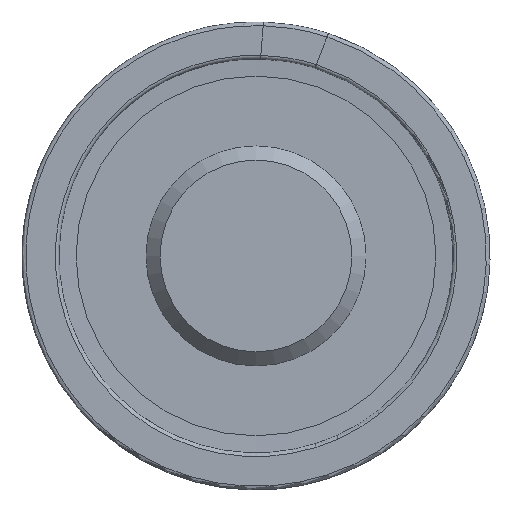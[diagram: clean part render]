
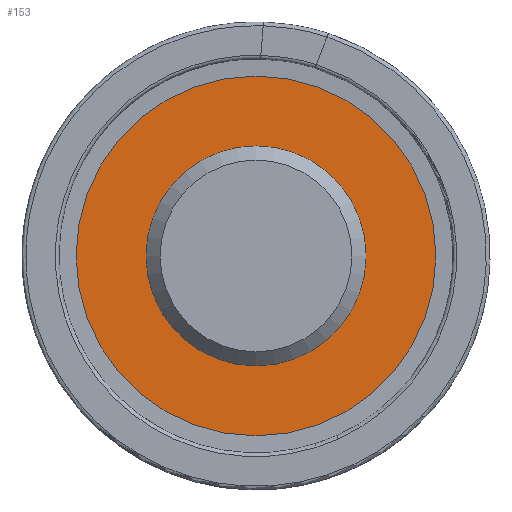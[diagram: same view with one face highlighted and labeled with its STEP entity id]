
A CAD part, left-side view. The second image highlights one B-rep face of the part: STEP entity #153.
In plain terms, the highlighted planar face has unit normal (-1, 0, 0).
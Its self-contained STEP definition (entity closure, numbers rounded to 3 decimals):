
#36=FACE_BOUND('',#240,.T.);
#37=FACE_BOUND('',#241,.T.);
#57=CIRCLE('',#629,23.5);
#58=CIRCLE('',#631,38.434);
#92=PLANE('',#632);
#153=ADVANCED_FACE('',(#36,#37),#92,.F.);
#240=EDGE_LOOP('',(#392));
#241=EDGE_LOOP('',(#393));
#392=ORIENTED_EDGE('',*,*,#526,.T.);
#393=ORIENTED_EDGE('',*,*,#525,.F.);
#449=VERTEX_POINT('',#1511);
#450=VERTEX_POINT('',#1514);
#525=EDGE_CURVE('',#449,#449,#57,.T.);
#526=EDGE_CURVE('',#450,#450,#58,.T.);
#629=AXIS2_PLACEMENT_3D('',#1510,#722,#723);
#631=AXIS2_PLACEMENT_3D('',#1513,#726,#727);
#632=AXIS2_PLACEMENT_3D('',#1515,#728,#729);
#722=DIRECTION('',(-1.,0.,0.));
#723=DIRECTION('',(0.,0.,1.));
#726=DIRECTION('',(-1.,0.,0.));
#727=DIRECTION('',(0.,0.,1.));
#728=DIRECTION('',(1.,0.,0.));
#729=DIRECTION('',(0.,0.,-1.));
#1510=CARTESIAN_POINT('',(1.,0.,0.));
#1511=CARTESIAN_POINT('',(1.,0.,23.5));
#1513=CARTESIAN_POINT('',(1.,0.,0.));
#1514=CARTESIAN_POINT('',(1.,0.,38.434));
#1515=CARTESIAN_POINT('',(1.,38.434,0.));
